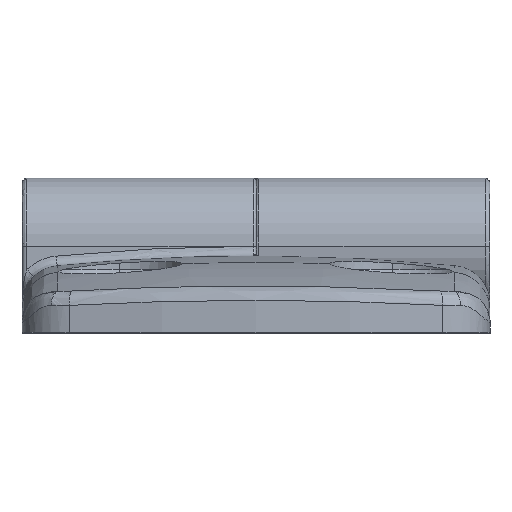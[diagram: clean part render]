
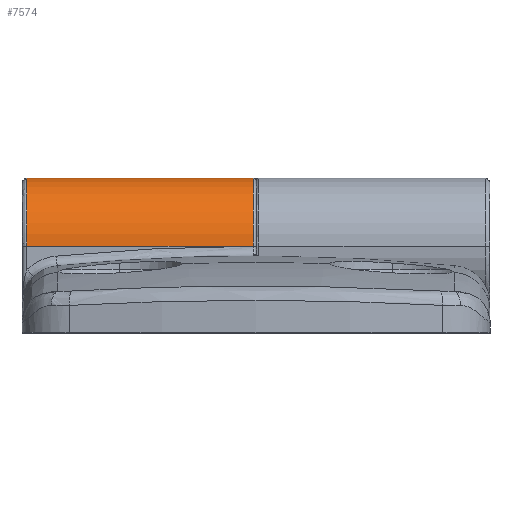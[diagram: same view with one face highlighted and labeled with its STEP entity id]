
A CAD part, top view. The second image highlights one B-rep face of the part: STEP entity #7574.
In plain terms, the highlighted cylindrical face has radius 7 mm (diameter 14 mm), a partial arc.
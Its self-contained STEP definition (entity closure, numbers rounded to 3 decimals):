
#505 = CARTESIAN_POINT ( 'NONE',  ( -24.2, 8.9, -7. ) ) ;
#934 = AXIS2_PLACEMENT_3D ( 'NONE', #9463, #4673, #10302 ) ;
#1430 = CARTESIAN_POINT ( 'NONE',  ( -24.2, 8.9, 7. ) ) ;
#1648 = DIRECTION ( 'NONE',  ( -1., 0., 0. ) ) ;
#1937 = EDGE_LOOP ( 'NONE', ( #5346, #3903, #3691, #2558 ) ) ;
#2353 = VERTEX_POINT ( 'NONE', #5303 ) ;
#2457 = DIRECTION ( 'NONE',  ( 1., 0., 0. ) ) ;
#2558 = ORIENTED_EDGE ( 'NONE', *, *, #3865, .F. ) ;
#3691 = ORIENTED_EDGE ( 'NONE', *, *, #10020, .T. ) ;
#3865 = EDGE_CURVE ( 'NONE', #8981, #7201, #3973, .T. ) ;
#3881 = DIRECTION ( 'NONE',  ( 1., 0., 0. ) ) ;
#3903 = ORIENTED_EDGE ( 'NONE', *, *, #9833, .F. ) ;
#3973 = CIRCLE ( 'NONE', #934, 7. ) ;
#4315 = CARTESIAN_POINT ( 'NONE',  ( -0.5, 8.9, 7. ) ) ;
#4590 = EDGE_CURVE ( 'NONE', #6360, #8981, #10137, .T. ) ;
#4673 = DIRECTION ( 'NONE',  ( 1., 0., 0. ) ) ;
#5303 = CARTESIAN_POINT ( 'NONE',  ( -23.7, 8.9, 7. ) ) ;
#5325 = DIRECTION ( 'NONE',  ( 1., 0., 0. ) ) ;
#5346 = ORIENTED_EDGE ( 'NONE', *, *, #4590, .F. ) ;
#5705 = DIRECTION ( 'NONE',  ( 0., 0., -1. ) ) ;
#6360 = VERTEX_POINT ( 'NONE', #6991 ) ;
#6410 = VECTOR ( 'NONE', #3881, 1000. ) ;
#6419 = CIRCLE ( 'NONE', #7687, 7. ) ;
#6469 = CARTESIAN_POINT ( 'NONE',  ( -23.7, 8.9, 0. ) ) ;
#6991 = CARTESIAN_POINT ( 'NONE',  ( -23.7, 8.9, -7. ) ) ;
#7201 = VERTEX_POINT ( 'NONE', #4315 ) ;
#7265 = DIRECTION ( 'NONE',  ( 0., 0., -1. ) ) ;
#7268 = CARTESIAN_POINT ( 'NONE',  ( -24.2, 8.9, 0. ) ) ;
#7574 = ADVANCED_FACE ( 'NONE', ( #9050 ), #10207, .T. ) ;
#7619 = CARTESIAN_POINT ( 'NONE',  ( -0.5, 8.9, -7. ) ) ;
#7687 = AXIS2_PLACEMENT_3D ( 'NONE', #6469, #1648, #7265 ) ;
#8003 = VECTOR ( 'NONE', #5325, 1000. ) ;
#8546 = LINE ( 'NONE', #1430, #6410 ) ;
#8981 = VERTEX_POINT ( 'NONE', #7619 ) ;
#9050 = FACE_OUTER_BOUND ( 'NONE', #1937, .T. ) ;
#9463 = CARTESIAN_POINT ( 'NONE',  ( -0.5, 8.9, 0. ) ) ;
#9833 = EDGE_CURVE ( 'NONE', #2353, #6360, #6419, .T. ) ;
#10020 = EDGE_CURVE ( 'NONE', #2353, #7201, #8546, .T. ) ;
#10137 = LINE ( 'NONE', #505, #8003 ) ;
#10207 = CYLINDRICAL_SURFACE ( 'NONE', #10345, 7. ) ;
#10302 = DIRECTION ( 'NONE',  ( 0., 0., 1. ) ) ;
#10345 = AXIS2_PLACEMENT_3D ( 'NONE', #7268, #2457, #5705 ) ;
